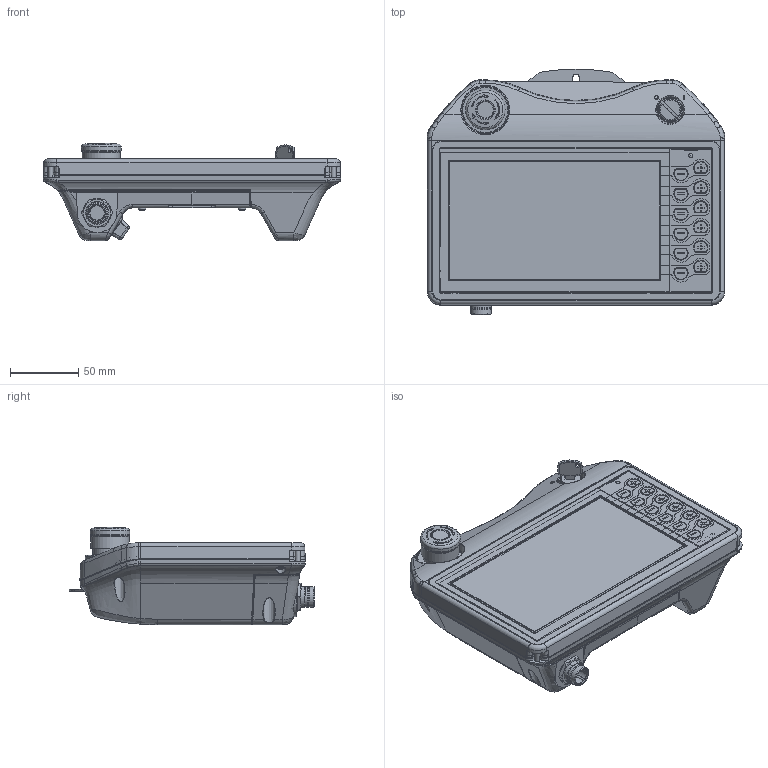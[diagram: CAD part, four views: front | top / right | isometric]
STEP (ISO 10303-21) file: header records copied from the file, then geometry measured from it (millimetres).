
FILE_DESCRIPTION(/* description */ (''),/* implementation_level */ '2;1');
FILE_NAME(/* name */ 'HP_EMP-W207A7-0024-207.stp',/* time_stamp */ '2021-07-21T17:09:59+09:00',/* author */ (''),/* organization */ (''),/* preprocessor_version */ 'ST-DEVELOPER v18.1',/* originating_system */ 'Autodesk Inventor 2020',/* authorisation */ '');
FILE_SCHEMA (('AUTOMOTIVE_DESIGN { 1 0 10303 214 3 1 1 }'));
Products named in the file (1): EMP-W207A7-0024-207_3D
Bounding box: 217.98 x 179.64 x 71.38 mm (x, y, z)
Volume: 411984.8 mm3; surface area: 340732.1 mm2
Topology: 7 solids, 55 shells, 5431 faces, 14165 edges, 9000 vertices
Faces by surface type: plane 2582, cylinder 1593, bspline 744, cone 271, sphere 124, torus 117
Full cylindrical faces by diameter (mm): 1.5 x4, 1.6 x7, 1.9 x2, 2.2 x2, 2.35 x1, 2.459 x2, 2.6 x11, 2.7 x12, 3 x23, 3.15 x1, 3.2 x6, 3.242 x1, 3.5 x4, 3.6 x9, 4 x30, 4.1 x1, 4.6 x9, 5 x12, 5.2 x2, 5.4 x2, 5.6 x13, 6.3 x1, 6.6 x1, 7.2 x2, 8.5 x1, 10 x1, 10.45 x1, 10.5 x1, 11.4 x1, 12.8 x1
Entity records: 315732 total; most frequent: CARTESIAN_POINT 184964, ORIENTED_EDGE 28278, DIRECTION 25725, EDGE_CURVE 14139, VERTEX_POINT 9006, AXIS2_PLACEMENT_3D 9004, LINE 7717, VECTOR 7717
